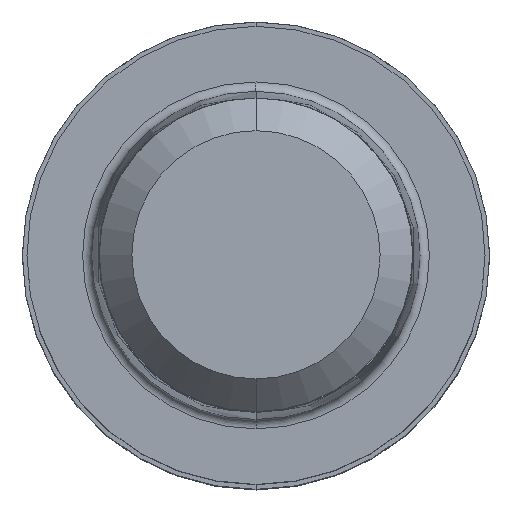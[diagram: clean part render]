
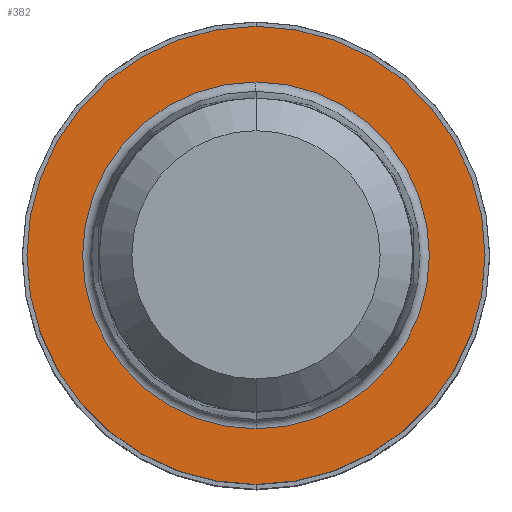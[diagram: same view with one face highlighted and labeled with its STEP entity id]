
A CAD part, top view. The second image highlights one B-rep face of the part: STEP entity #382.
In plain terms, the highlighted planar face has unit normal (0, 0, 1).
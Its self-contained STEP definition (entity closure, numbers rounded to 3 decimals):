
#178=EDGE_CURVE('',#352,#394,#470,.T.);
#226=VERTEX_POINT('',#520);
#238=EDGE_CURVE('',#226,#326,#535,.T.);
#326=VERTEX_POINT('',#636);
#330=EDGE_CURVE('',#394,#352,#640,.T.);
#352=VERTEX_POINT('',#664);
#358=EDGE_CURVE('',#326,#226,#672,.T.);
#382=ADVANCED_FACE('',(#701,#702),#703,.T.);
#394=VERTEX_POINT('',#716);
#470=CIRCLE('',#794,7.42);
#520=CARTESIAN_POINT('',(0.0,9.8,0.01));
#535=CIRCLE('',#884,9.8);
#636=CARTESIAN_POINT('',(0.,-9.8,0.01));
#640=CIRCLE('',#1008,7.42);
#664=CARTESIAN_POINT('',(0.0,7.42,0.01));
#672=CIRCLE('',#1046,9.8);
#701=FACE_OUTER_BOUND('',#1082,.T.);
#702=FACE_BOUND('',#1083,.T.);
#703=PLANE('',#1084);
#716=CARTESIAN_POINT('',(0.,-7.42,0.01));
#794=AXIS2_PLACEMENT_3D('',#1187,#1188,#1189);
#884=AXIS2_PLACEMENT_3D('',#1271,#1272,#1273);
#1008=AXIS2_PLACEMENT_3D('',#1398,#1399,#1400);
#1046=AXIS2_PLACEMENT_3D('',#1441,#1442,#1443);
#1082=EDGE_LOOP('',(#1493,#1494));
#1083=EDGE_LOOP('',(#1495,#1496));
#1084=AXIS2_PLACEMENT_3D('',#1497,#1498,#1499);
#1187=CARTESIAN_POINT('',(0.0,0.0,0.01));
#1188=DIRECTION('',(0.0,0.0,-1.0));
#1189=DIRECTION('',(0.0,1.0,0.0));
#1271=CARTESIAN_POINT('',(0.0,0.0,0.01));
#1272=DIRECTION('',(0.0,0.0,-1.0));
#1273=DIRECTION('',(0.0,1.0,0.0));
#1398=CARTESIAN_POINT('',(0.0,0.0,0.01));
#1399=DIRECTION('',(0.0,0.0,-1.0));
#1400=DIRECTION('',(0.0,1.0,0.0));
#1441=CARTESIAN_POINT('',(0.0,0.0,0.01));
#1442=DIRECTION('',(0.0,0.0,-1.0));
#1443=DIRECTION('',(0.0,1.0,0.0));
#1493=ORIENTED_EDGE('',*,*,#238,.F.);
#1494=ORIENTED_EDGE('',*,*,#358,.F.);
#1495=ORIENTED_EDGE('',*,*,#178,.T.);
#1496=ORIENTED_EDGE('',*,*,#330,.T.);
#1497=CARTESIAN_POINT('',(0.0,4.9,0.01));
#1498=DIRECTION('',(-0.0,0.0,1.0));
#1499=DIRECTION('',(0.0,-1.0,0.0));
